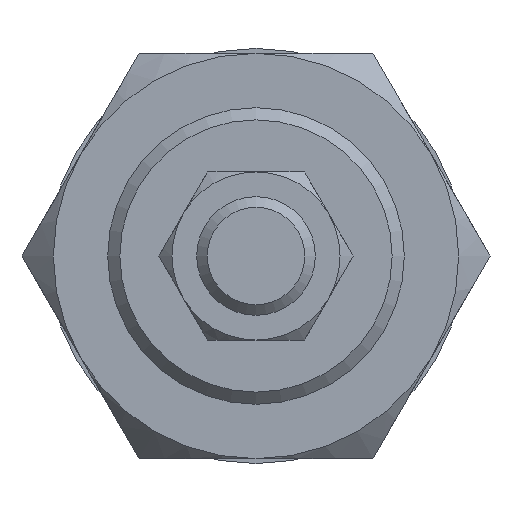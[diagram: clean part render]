
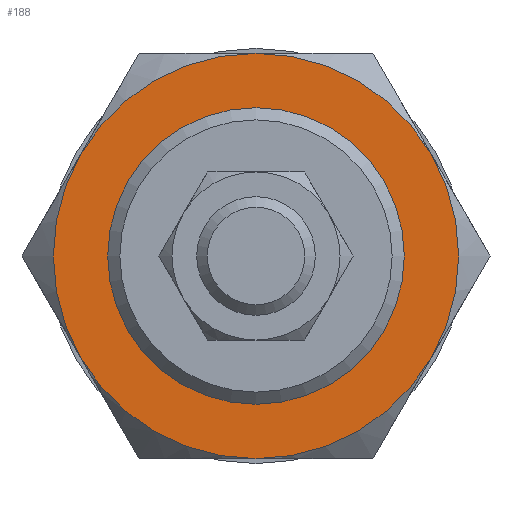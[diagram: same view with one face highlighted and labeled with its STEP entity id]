
A CAD part, left-side view. The second image highlights one B-rep face of the part: STEP entity #188.
In plain terms, the highlighted planar face has unit normal (-1, 0, 0).
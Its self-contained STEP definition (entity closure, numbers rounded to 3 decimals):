
#188 = ADVANCED_FACE( '', ( #458, #459 ), #460, .F. );
#458 = FACE_OUTER_BOUND( '', #867, .T. );
#459 = FACE_BOUND( '', #868, .T. );
#460 = PLANE( '', #869 );
#867 = EDGE_LOOP( '', ( #1280, #1281, #1282, #1283, #1284, #1285 ) );
#868 = EDGE_LOOP( '', ( #1286 ) );
#869 = AXIS2_PLACEMENT_3D( '', #1287, #1288, #1289 );
#1280 = ORIENTED_EDGE( '', *, *, #2096, .F. );
#1281 = ORIENTED_EDGE( '', *, *, #2097, .F. );
#1282 = ORIENTED_EDGE( '', *, *, #2098, .F. );
#1283 = ORIENTED_EDGE( '', *, *, #2099, .F. );
#1284 = ORIENTED_EDGE( '', *, *, #2100, .F. );
#1285 = ORIENTED_EDGE( '', *, *, #2101, .F. );
#1286 = ORIENTED_EDGE( '', *, *, #2102, .T. );
#1287 = CARTESIAN_POINT( '', ( -12., 0., 0. ) );
#1288 = DIRECTION( '', ( 1., 0., 0. ) );
#1289 = DIRECTION( '', ( 0., 0., -1. ) );
#2096 = EDGE_CURVE( '', #2415, #2416, #2417, .T. );
#2097 = EDGE_CURVE( '', #2418, #2415, #2419, .T. );
#2098 = EDGE_CURVE( '', #2420, #2418, #2421, .T. );
#2099 = EDGE_CURVE( '', #2422, #2420, #2423, .T. );
#2100 = EDGE_CURVE( '', #2424, #2422, #2425, .T. );
#2101 = EDGE_CURVE( '', #2416, #2424, #2426, .T. );
#2102 = EDGE_CURVE( '', #2427, #2427, #2428, .T. );
#2415 = VERTEX_POINT( '', #2891 );
#2416 = VERTEX_POINT( '', #2892 );
#2417 = CIRCLE( '', #2893, 20.5 );
#2418 = VERTEX_POINT( '', #2894 );
#2419 = CIRCLE( '', #2895, 20.5 );
#2420 = VERTEX_POINT( '', #2896 );
#2421 = CIRCLE( '', #2897, 20.5 );
#2422 = VERTEX_POINT( '', #2898 );
#2423 = CIRCLE( '', #2899, 20.5 );
#2424 = VERTEX_POINT( '', #2900 );
#2425 = CIRCLE( '', #2901, 20.5 );
#2426 = CIRCLE( '', #2902, 20.5 );
#2427 = VERTEX_POINT( '', #2903 );
#2428 = CIRCLE( '', #2904, 15. );
#2891 = CARTESIAN_POINT( '', ( -12., 17.754, -10.25 ) );
#2892 = CARTESIAN_POINT( '', ( -12., 17.754, 10.25 ) );
#2893 = AXIS2_PLACEMENT_3D( '', #4014, #4015, #4016 );
#2894 = CARTESIAN_POINT( '', ( -12., 0., -20.5 ) );
#2895 = AXIS2_PLACEMENT_3D( '', #4017, #4018, #4019 );
#2896 = CARTESIAN_POINT( '', ( -12., -17.754, -10.25 ) );
#2897 = AXIS2_PLACEMENT_3D( '', #4020, #4021, #4022 );
#2898 = CARTESIAN_POINT( '', ( -12., -17.754, 10.25 ) );
#2899 = AXIS2_PLACEMENT_3D( '', #4023, #4024, #4025 );
#2900 = CARTESIAN_POINT( '', ( -12., 0., 20.5 ) );
#2901 = AXIS2_PLACEMENT_3D( '', #4026, #4027, #4028 );
#2902 = AXIS2_PLACEMENT_3D( '', #4029, #4030, #4031 );
#2903 = CARTESIAN_POINT( '', ( -12., 0., -15. ) );
#2904 = AXIS2_PLACEMENT_3D( '', #4032, #4033, #4034 );
#4014 = CARTESIAN_POINT( '', ( -12., 0., 0. ) );
#4015 = DIRECTION( '', ( 1., 0., 0. ) );
#4016 = DIRECTION( '', ( 0., 0., -1. ) );
#4017 = CARTESIAN_POINT( '', ( -12., 0., 0. ) );
#4018 = DIRECTION( '', ( 1., 0., 0. ) );
#4019 = DIRECTION( '', ( 0., 0., -1. ) );
#4020 = CARTESIAN_POINT( '', ( -12., 0., 0. ) );
#4021 = DIRECTION( '', ( 1., 0., 0. ) );
#4022 = DIRECTION( '', ( 0., 0., -1. ) );
#4023 = CARTESIAN_POINT( '', ( -12., 0., 0. ) );
#4024 = DIRECTION( '', ( 1., 0., 0. ) );
#4025 = DIRECTION( '', ( 0., 0., -1. ) );
#4026 = CARTESIAN_POINT( '', ( -12., 0., 0. ) );
#4027 = DIRECTION( '', ( 1., 0., 0. ) );
#4028 = DIRECTION( '', ( 0., 0., -1. ) );
#4029 = CARTESIAN_POINT( '', ( -12., 0., 0. ) );
#4030 = DIRECTION( '', ( 1., 0., 0. ) );
#4031 = DIRECTION( '', ( 0., 0., -1. ) );
#4032 = CARTESIAN_POINT( '', ( -12., 0., 0. ) );
#4033 = DIRECTION( '', ( 1., 0., 0. ) );
#4034 = DIRECTION( '', ( 0., 0., -1. ) );
